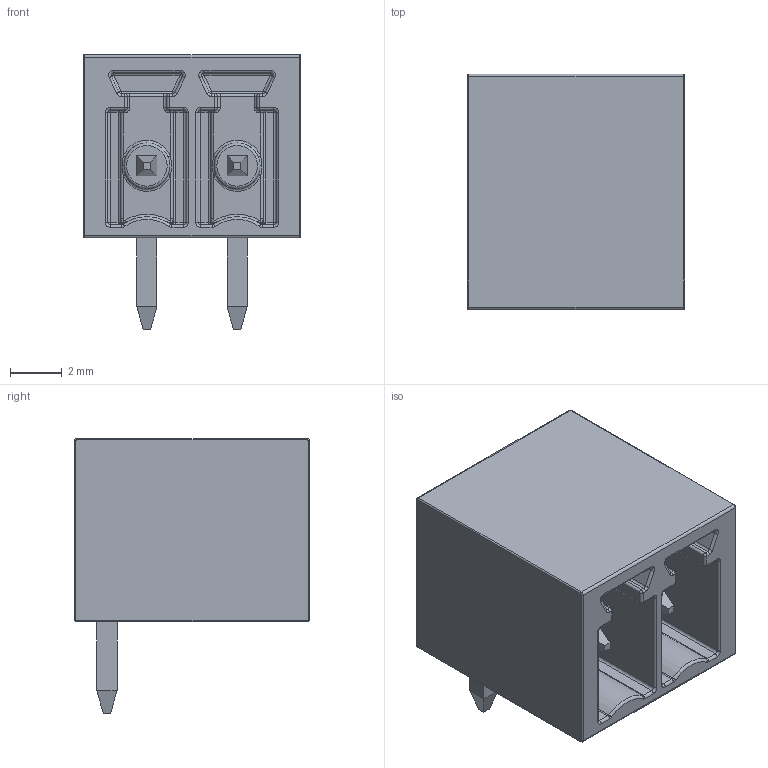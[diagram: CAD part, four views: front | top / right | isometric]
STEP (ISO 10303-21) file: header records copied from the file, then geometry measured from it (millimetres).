
FILE_DESCRIPTION(/* description */ (''),/* implementation_level */ '2;1');
FILE_NAME(/* name */ 'Molex - 395021002.step',/* time_stamp */ '2020-06-25T15:18:49+01:00',/* author */ (''),/* organization */ (''),/* preprocessor_version */ 'ST-DEVELOPER v18.1',/* originating_system */ 'Autodesk Translation Framework v9.3.0.1241',/* authorisation */ '');
FILE_SCHEMA (('AUTOMOTIVE_DESIGN { 1 0 10303 214 3 1 1 }'));
Length unit declared in the file: inch
Products named in the file (1): Molex - 395021002
Bounding box: 8.43 x 9.14 x 10.67 mm (x, y, z)
Volume: 321.8 mm3; surface area: 802.5 mm2
Topology: 1 solids, 1 shells, 316 faces, 704 edges, 396 vertices
Faces by surface type: cylinder 116, plane 82, bspline 44, torus 42, sphere 32
Full cylindrical faces by diameter (mm): 1.778 x2
Entity records: 10635 total; most frequent: CARTESIAN_POINT 3661, DIRECTION 1500, ORIENTED_EDGE 1408, EDGE_CURVE 704, AXIS2_PLACEMENT_3D 595, VERTEX_POINT 396, EDGE_LOOP 322, CIRCLE 322
